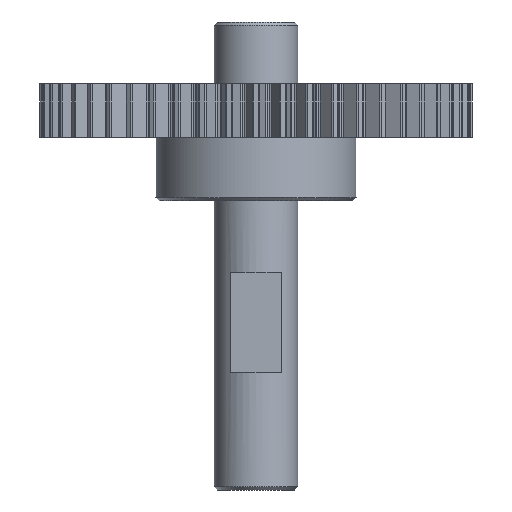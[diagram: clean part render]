
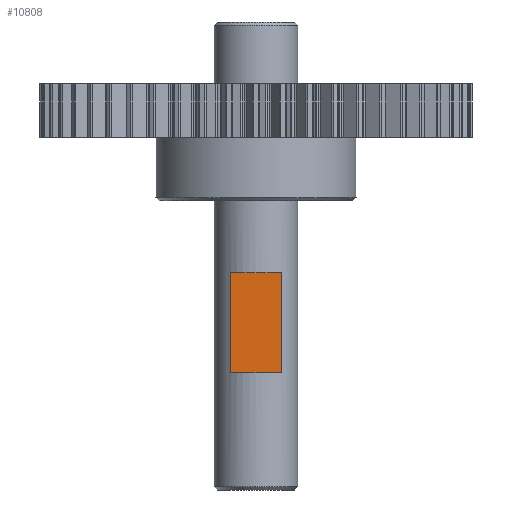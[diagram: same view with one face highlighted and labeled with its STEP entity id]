
A CAD part, left-side view. The second image highlights one B-rep face of the part: STEP entity #10808.
In plain terms, the highlighted planar face has unit normal (-1, 0, 0).
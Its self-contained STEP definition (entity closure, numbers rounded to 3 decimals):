
#1593=FACE_OUTER_BOUND('',#2013,.T.);
#2013=EDGE_LOOP('',(#6971,#6972,#6973,#6974));
#2449=LINE('',#16862,#3053);
#2450=LINE('',#16864,#3054);
#2451=LINE('',#16866,#3055);
#2452=LINE('',#16867,#3056);
#3053=VECTOR('',#12908,10.);
#3054=VECTOR('',#12909,10.);
#3055=VECTOR('',#12910,10.);
#3056=VECTOR('',#12911,10.);
#3657=VERTEX_POINT('',#16860);
#3658=VERTEX_POINT('',#16861);
#3659=VERTEX_POINT('',#16863);
#3660=VERTEX_POINT('',#16865);
#5113=EDGE_CURVE('',#3657,#3658,#2449,.T.);
#5114=EDGE_CURVE('',#3659,#3658,#2450,.T.);
#5115=EDGE_CURVE('',#3659,#3660,#2451,.T.);
#5116=EDGE_CURVE('',#3657,#3660,#2452,.T.);
#6971=ORIENTED_EDGE('',*,*,#5113,.T.);
#6972=ORIENTED_EDGE('',*,*,#5114,.F.);
#6973=ORIENTED_EDGE('',*,*,#5115,.T.);
#6974=ORIENTED_EDGE('',*,*,#5116,.F.);
#10687=PLANE('',#11230);
#10808=ADVANCED_FACE('',(#1593),#10687,.F.);
#11230=AXIS2_PLACEMENT_3D('',#16859,#12906,#12907);
#12906=DIRECTION('center_axis',(1.,0.,0.));
#12907=DIRECTION('ref_axis',(0.,1.,0.));
#12908=DIRECTION('',(0.,-1.,0.));
#12909=DIRECTION('',(0.,0.,-1.));
#12910=DIRECTION('',(0.,1.,0.));
#12911=DIRECTION('',(0.,0.,1.));
#16859=CARTESIAN_POINT('Origin',(-2.,-1.5,-17.3));
#16860=CARTESIAN_POINT('',(-2.,1.5,-17.3));
#16861=CARTESIAN_POINT('',(-2.,-1.5,-17.3));
#16862=CARTESIAN_POINT('',(-2.,1.5,-17.3));
#16863=CARTESIAN_POINT('',(-2.,-1.5,-11.3));
#16864=CARTESIAN_POINT('',(-2.,-1.5,0.));
#16865=CARTESIAN_POINT('',(-2.,1.5,-11.3));
#16866=CARTESIAN_POINT('',(-2.,1.5,-11.3));
#16867=CARTESIAN_POINT('',(-2.,1.5,0.));
